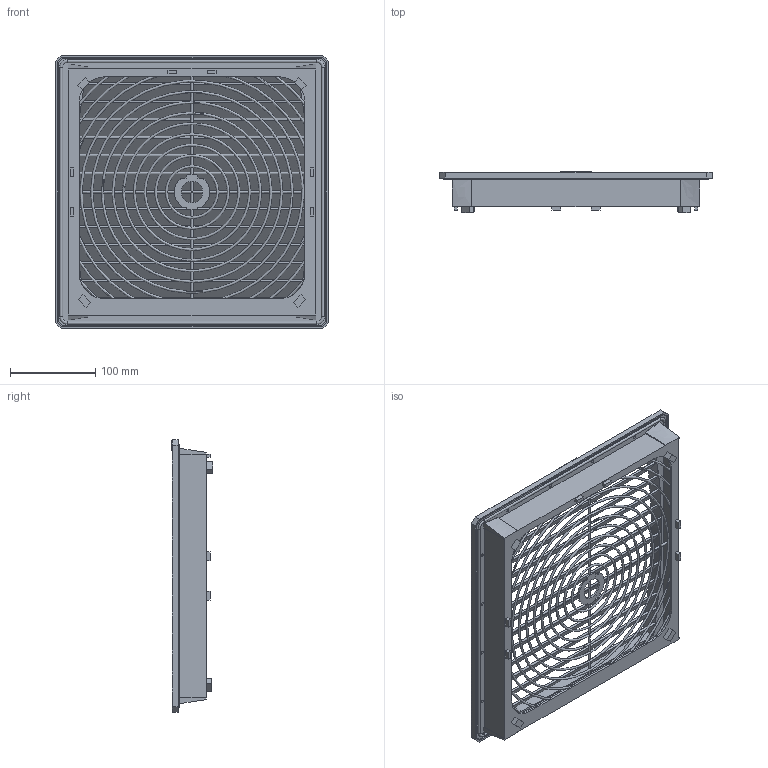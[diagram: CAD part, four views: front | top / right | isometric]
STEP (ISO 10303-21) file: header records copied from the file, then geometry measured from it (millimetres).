
FILE_DESCRIPTION (( 'STEP AP203' ), '1' );
FILE_NAME ('30167-971_PFA 60000_PDG.STEP', '2020-06-12T09:27:13', ( '' ), ( '' ), 'SwSTEP 2.0', 'SolidWorks 2018', '' );
FILE_SCHEMA (( 'CONFIG_CONTROL_DESIGN' ));
Length unit declared in the file: millimetre
Products named in the file (4): Logo Clip PFANNENBERG; housing PF6x; 30167-971_PFA 60000_PDG; cover PF6x
Assembly tree (3 placements, depth 2):
  30167-971_PFA 60000_PDG
    housing PF6x
    cover PF6x
    Logo Clip PFANNENBERG
Bounding box: 320 x 48.5 x 320 mm (x, y, z)
Volume: 630103.3 mm3; surface area: 497646.8 mm2
Topology: 4 solids, 4 shells, 1288 faces, 3638 edges, 2380 vertices
Faces by surface type: plane 709, cylinder 301, bspline 238, torus 22, cone 18
Full cylindrical faces by diameter (mm): 2 x2, 2.5 x4, 3.5 x16, 25 x1
Entity records: 55394 total; most frequent: CARTESIAN_POINT 24516, ORIENTED_EDGE 6936, DIRECTION 5186, EDGE_CURVE 3468, VERTEX_POINT 2296, LINE 2006, VECTOR 2006, AXIS2_PLACEMENT_3D 1590
